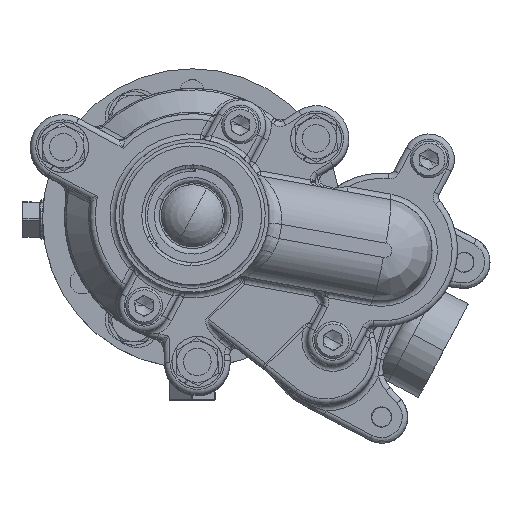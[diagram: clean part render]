
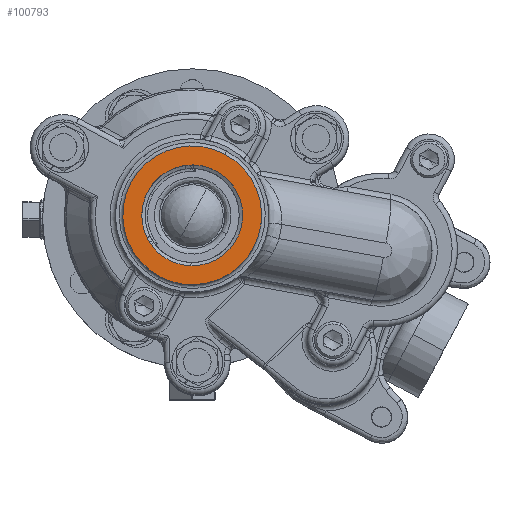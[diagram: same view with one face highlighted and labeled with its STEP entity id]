
A CAD part, top view. The second image highlights one B-rep face of the part: STEP entity #100793.
In plain terms, the highlighted planar face has unit normal (0, 0, 1).
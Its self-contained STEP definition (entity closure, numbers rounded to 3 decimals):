
#24297=CARTESIAN_POINT('',(0.,0.,816.966));
#24298=DIRECTION('',(0.,0.,1.));
#24299=DIRECTION('',(0.469,0.883,0.));
#24300=AXIS2_PLACEMENT_3D('',#24297,#24298,#24299);
#24302=CARTESIAN_POINT('',(0.,0.,816.966));
#24303=DIRECTION('',(0.,0.,1.));
#24304=DIRECTION('',(-0.469,-0.883,0.));
#24305=AXIS2_PLACEMENT_3D('',#24302,#24303,#24304);
#24307=CARTESIAN_POINT('',(0.,0.,816.966));
#24308=DIRECTION('',(0.,0.,1.));
#24309=DIRECTION('',(0.025,1.,0.));
#24310=AXIS2_PLACEMENT_3D('',#24307,#24308,#24309);
#24312=CARTESIAN_POINT('',(0.,0.,816.966));
#24313=DIRECTION('',(0.,0.,1.));
#24314=DIRECTION('',(-0.025,-1.,0.));
#24315=AXIS2_PLACEMENT_3D('',#24312,#24313,#24314);
#76022=CARTESIAN_POINT('',(14.16,26.632,816.966));
#76023=CARTESIAN_POINT('',(-14.16,-26.632,816.966));
#76024=VERTEX_POINT('',#76022);
#76025=VERTEX_POINT('',#76023);
#76046=CARTESIAN_POINT('',(0.549,21.92,816.966));
#76047=CARTESIAN_POINT('',(-0.549,-21.92,816.966));
#76048=VERTEX_POINT('',#76046);
#76049=VERTEX_POINT('',#76047);
#100778=CARTESIAN_POINT('',(0.,0.,816.966));
#100779=DIRECTION('',(0.,0.,1.));
#100780=DIRECTION('',(-0.883,0.469,0.));
#100781=AXIS2_PLACEMENT_3D('',#100778,#100779,#100780);
#100782=PLANE('',#100781);
#100783=ORIENTED_EDGE('',*,*,#100745,.F.);
#100784=ORIENTED_EDGE('',*,*,#100760,.F.);
#100785=EDGE_LOOP('',(#100783,#100784));
#100786=FACE_OUTER_BOUND('',#100785,.F.);
#100788=ORIENTED_EDGE('',*,*,#100787,.T.);
#100790=ORIENTED_EDGE('',*,*,#100789,.T.);
#100791=EDGE_LOOP('',(#100788,#100790));
#100792=FACE_BOUND('',#100791,.F.);
#100793=ADVANCED_FACE('',(#100786,#100792),#100782,.T.);
#24301=CIRCLE('',#24300,30.163);
#24306=CIRCLE('',#24305,30.163);
#24311=CIRCLE('',#24310,21.927);
#24316=CIRCLE('',#24315,21.927);
#100745=EDGE_CURVE('',#76024,#76025,#24301,.T.);
#100760=EDGE_CURVE('',#76025,#76024,#24306,.T.);
#100787=EDGE_CURVE('',#76048,#76049,#24311,.T.);
#100789=EDGE_CURVE('',#76049,#76048,#24316,.T.);
